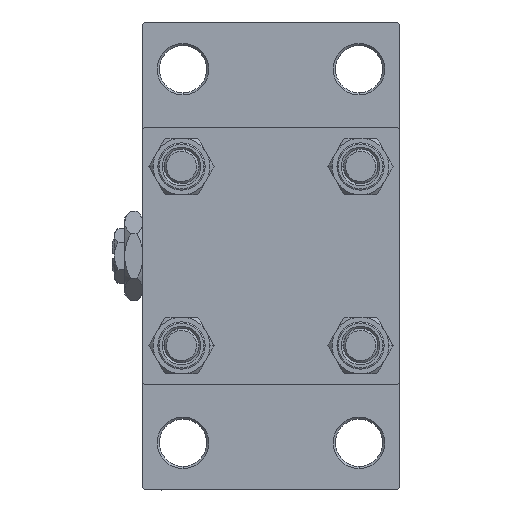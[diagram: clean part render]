
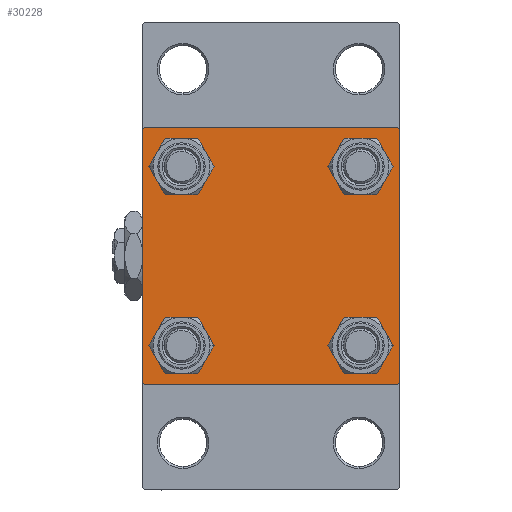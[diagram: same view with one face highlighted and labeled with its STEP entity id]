
A CAD part, left-side view. The second image highlights one B-rep face of the part: STEP entity #30228.
In plain terms, the highlighted planar face has unit normal (-1, 0, 0).
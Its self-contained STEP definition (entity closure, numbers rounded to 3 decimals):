
#577 = VERTEX_POINT ( 'NONE', #16463 ) ;
#1398 = CIRCLE ( 'NONE', #9031, 4.5 ) ;
#1412 = ORIENTED_EDGE ( 'NONE', *, *, #43402, .F. ) ;
#1419 = FACE_BOUND ( 'NONE', #22675, .T. ) ;
#1984 = EDGE_CURVE ( 'NONE', #44954, #10115, #39841, .T. ) ;
#2247 = CARTESIAN_POINT ( 'NONE',  ( 0., 30., 30. ) ) ;
#2422 = ORIENTED_EDGE ( 'NONE', *, *, #30941, .T. ) ;
#2763 = DIRECTION ( 'NONE',  ( 0., 0., -1. ) ) ;
#2888 = DIRECTION ( 'NONE',  ( 0., -0.707, 0.707 ) ) ;
#3190 = ORIENTED_EDGE ( 'NONE', *, *, #15248, .T. ) ;
#3808 = ORIENTED_EDGE ( 'NONE', *, *, #26862, .T. ) ;
#4316 = CARTESIAN_POINT ( 'NONE',  ( 0., -20.85, 20.85 ) ) ;
#4954 = CIRCLE ( 'NONE', #26977, 4.5 ) ;
#5885 = VERTEX_POINT ( 'NONE', #7017 ) ;
#6183 = AXIS2_PLACEMENT_3D ( 'NONE', #28713, #28450, #7800 ) ;
#6343 = LINE ( 'NONE', #19060, #36990 ) ;
#6595 = DIRECTION ( 'NONE',  ( 0., -1., 0. ) ) ;
#6898 = EDGE_CURVE ( 'NONE', #12429, #10243, #14620, .T. ) ;
#7017 = CARTESIAN_POINT ( 'NONE',  ( 0., -30., -29.5 ) ) ;
#7290 = CIRCLE ( 'NONE', #30978, 4.5 ) ;
#7614 = DIRECTION ( 'NONE',  ( 0., 0., 1. ) ) ;
#7800 = DIRECTION ( 'NONE',  ( 0., 0., 1. ) ) ;
#7824 = DIRECTION ( 'NONE',  ( 0., -1., 0. ) ) ;
#7980 = CARTESIAN_POINT ( 'NONE',  ( 0., 20.85, -16.35 ) ) ;
#8153 = LINE ( 'NONE', #44481, #31041 ) ;
#8253 = AXIS2_PLACEMENT_3D ( 'NONE', #29359, #29897, #46090 ) ;
#8388 = ORIENTED_EDGE ( 'NONE', *, *, #28676, .T. ) ;
#8820 = DIRECTION ( 'NONE',  ( 0., 0., 1. ) ) ;
#9031 = AXIS2_PLACEMENT_3D ( 'NONE', #45479, #21077, #37262 ) ;
#9137 = CARTESIAN_POINT ( 'NONE',  ( 0., 20.85, -25.35 ) ) ;
#10115 = VERTEX_POINT ( 'NONE', #48144 ) ;
#10141 = CARTESIAN_POINT ( 'NONE',  ( 0., 20.85, 20.85 ) ) ;
#10243 = VERTEX_POINT ( 'NONE', #9137 ) ;
#10809 = VERTEX_POINT ( 'NONE', #24636 ) ;
#10982 = CARTESIAN_POINT ( 'NONE',  ( 0., 29.5, -30. ) ) ;
#11063 = AXIS2_PLACEMENT_3D ( 'NONE', #46899, #19298, #7614 ) ;
#11310 = VERTEX_POINT ( 'NONE', #10982 ) ;
#11330 = EDGE_CURVE ( 'NONE', #45096, #43594, #14799, .T. ) ;
#11717 = ORIENTED_EDGE ( 'NONE', *, *, #15447, .T. ) ;
#12429 = VERTEX_POINT ( 'NONE', #7980 ) ;
#12584 = DIRECTION ( 'NONE',  ( 0., 0.707, 0.707 ) ) ;
#13075 = PLANE ( 'NONE',  #19317 ) ;
#13592 = DIRECTION ( 'NONE',  ( 1., 0., 0. ) ) ;
#14620 = CIRCLE ( 'NONE', #6183, 4.5 ) ;
#14799 = CIRCLE ( 'NONE', #40943, 4.5 ) ;
#14859 = VECTOR ( 'NONE', #7824, 1000. ) ;
#15248 = EDGE_CURVE ( 'NONE', #10809, #5885, #27000, .T. ) ;
#15447 = EDGE_CURVE ( 'NONE', #29400, #48625, #22648, .T. ) ;
#16081 = EDGE_CURVE ( 'NONE', #48625, #11310, #43469, .T. ) ;
#16255 = CARTESIAN_POINT ( 'NONE',  ( 0., -20.85, 16.35 ) ) ;
#16463 = CARTESIAN_POINT ( 'NONE',  ( 0., -30., 29.5 ) ) ;
#17290 = LINE ( 'NONE', #21262, #43516 ) ;
#17332 = EDGE_CURVE ( 'NONE', #577, #5885, #17290, .T. ) ;
#17472 = VECTOR ( 'NONE', #12584, 1000. ) ;
#17592 = DIRECTION ( 'NONE',  ( -1., 0., 0. ) ) ;
#18325 = VERTEX_POINT ( 'NONE', #50762 ) ;
#18451 = CIRCLE ( 'NONE', #8253, 4.5 ) ;
#18818 = DIRECTION ( 'NONE',  ( 0., -0.707, -0.707 ) ) ;
#19060 = CARTESIAN_POINT ( 'NONE',  ( 0., 30., -30. ) ) ;
#19298 = DIRECTION ( 'NONE',  ( 1., 0., 0. ) ) ;
#19317 = AXIS2_PLACEMENT_3D ( 'NONE', #41186, #17592, #25245 ) ;
#19365 = EDGE_LOOP ( 'NONE', ( #40231, #45039 ) ) ;
#19843 = CARTESIAN_POINT ( 'NONE',  ( 0., 29.75, -29.75 ) ) ;
#20566 = VECTOR ( 'NONE', #2763, 1000. ) ;
#20878 = DIRECTION ( 'NONE',  ( 0., 0.707, -0.707 ) ) ;
#21077 = DIRECTION ( 'NONE',  ( 1., 0., 0. ) ) ;
#21262 = CARTESIAN_POINT ( 'NONE',  ( 0., -30., 30. ) ) ;
#22285 = VECTOR ( 'NONE', #18818, 1000. ) ;
#22648 = LINE ( 'NONE', #2247, #20566 ) ;
#22675 = EDGE_LOOP ( 'NONE', ( #34076, #30183 ) ) ;
#24189 = CIRCLE ( 'NONE', #31834, 4.5 ) ;
#24194 = DIRECTION ( 'NONE',  ( 1., 0., 0. ) ) ;
#24636 = CARTESIAN_POINT ( 'NONE',  ( 0., -29.5, -30. ) ) ;
#25245 = DIRECTION ( 'NONE',  ( 0., 0., 1. ) ) ;
#25774 = CARTESIAN_POINT ( 'NONE',  ( 0., 20.85, 25.35 ) ) ;
#25963 = ORIENTED_EDGE ( 'NONE', *, *, #26526, .T. ) ;
#26526 = EDGE_CURVE ( 'NONE', #577, #31087, #28736, .T. ) ;
#26862 = EDGE_CURVE ( 'NONE', #11310, #10809, #6343, .T. ) ;
#26977 = AXIS2_PLACEMENT_3D ( 'NONE', #4316, #24194, #8820 ) ;
#27000 = LINE ( 'NONE', #31759, #32361 ) ;
#27013 = EDGE_CURVE ( 'NONE', #18325, #29400, #8153, .T. ) ;
#28450 = DIRECTION ( 'NONE',  ( 1., 0., 0. ) ) ;
#28676 = EDGE_CURVE ( 'NONE', #10243, #12429, #18451, .T. ) ;
#28713 = CARTESIAN_POINT ( 'NONE',  ( 0., 20.85, -20.85 ) ) ;
#28736 = LINE ( 'NONE', #32722, #17472 ) ;
#28799 = EDGE_LOOP ( 'NONE', ( #32220, #8388 ) ) ;
#28971 = FACE_OUTER_BOUND ( 'NONE', #36452, .T. ) ;
#29074 = VERTEX_POINT ( 'NONE', #34864 ) ;
#29359 = CARTESIAN_POINT ( 'NONE',  ( 0., 20.85, -20.85 ) ) ;
#29400 = VERTEX_POINT ( 'NONE', #47475 ) ;
#29777 = FACE_BOUND ( 'NONE', #50155, .T. ) ;
#29897 = DIRECTION ( 'NONE',  ( 1., 0., 0. ) ) ;
#30183 = ORIENTED_EDGE ( 'NONE', *, *, #43873, .T. ) ;
#30228 = ADVANCED_FACE ( 'NONE', ( #29777, #34025, #37748, #1419, #28971 ), #13075, .T. ) ;
#30789 = DIRECTION ( 'NONE',  ( 1., 0., 0. ) ) ;
#30941 = EDGE_CURVE ( 'NONE', #29074, #37265, #4954, .T. ) ;
#30978 = AXIS2_PLACEMENT_3D ( 'NONE', #42239, #30789, #46987 ) ;
#31041 = VECTOR ( 'NONE', #20878, 1000. ) ;
#31087 = VERTEX_POINT ( 'NONE', #42855 ) ;
#31759 = CARTESIAN_POINT ( 'NONE',  ( 0., -29.75, -29.75 ) ) ;
#31834 = AXIS2_PLACEMENT_3D ( 'NONE', #10141, #13592, #46470 ) ;
#32220 = ORIENTED_EDGE ( 'NONE', *, *, #6898, .T. ) ;
#32361 = VECTOR ( 'NONE', #2888, 1000. ) ;
#32722 = CARTESIAN_POINT ( 'NONE',  ( 0., -29.75, 29.75 ) ) ;
#34025 = FACE_BOUND ( 'NONE', #19365, .T. ) ;
#34076 = ORIENTED_EDGE ( 'NONE', *, *, #1984, .T. ) ;
#34864 = CARTESIAN_POINT ( 'NONE',  ( 0., -20.85, 25.35 ) ) ;
#35540 = ORIENTED_EDGE ( 'NONE', *, *, #16081, .T. ) ;
#35895 = CARTESIAN_POINT ( 'NONE',  ( 0., -20.85, -25.35 ) ) ;
#36166 = CARTESIAN_POINT ( 'NONE',  ( 0., -20.85, -20.85 ) ) ;
#36452 = EDGE_LOOP ( 'NONE', ( #11717, #35540, #3808, #3190, #41907, #25963, #1412, #46827 ) ) ;
#36990 = VECTOR ( 'NONE', #6595, 1000. ) ;
#37262 = DIRECTION ( 'NONE',  ( 0., 0., 1. ) ) ;
#37265 = VERTEX_POINT ( 'NONE', #16255 ) ;
#37748 = FACE_BOUND ( 'NONE', #28799, .T. ) ;
#39107 = DIRECTION ( 'NONE',  ( 0., 0., 1. ) ) ;
#39841 = CIRCLE ( 'NONE', #11063, 4.5 ) ;
#40231 = ORIENTED_EDGE ( 'NONE', *, *, #11330, .T. ) ;
#40943 = AXIS2_PLACEMENT_3D ( 'NONE', #36166, #48368, #39107 ) ;
#41186 = CARTESIAN_POINT ( 'NONE',  ( 0., 0., 0. ) ) ;
#41418 = DIRECTION ( 'NONE',  ( 0., 0., -1. ) ) ;
#41907 = ORIENTED_EDGE ( 'NONE', *, *, #17332, .F. ) ;
#42239 = CARTESIAN_POINT ( 'NONE',  ( 0., -20.85, -20.85 ) ) ;
#42855 = CARTESIAN_POINT ( 'NONE',  ( 0., -29.5, 30. ) ) ;
#43383 = CARTESIAN_POINT ( 'NONE',  ( 0., 30., 30. ) ) ;
#43402 = EDGE_CURVE ( 'NONE', #18325, #31087, #44157, .T. ) ;
#43469 = LINE ( 'NONE', #19843, #22285 ) ;
#43516 = VECTOR ( 'NONE', #41418, 1000. ) ;
#43594 = VERTEX_POINT ( 'NONE', #35895 ) ;
#43873 = EDGE_CURVE ( 'NONE', #10115, #44954, #24189, .T. ) ;
#43943 = EDGE_CURVE ( 'NONE', #43594, #45096, #7290, .T. ) ;
#44157 = LINE ( 'NONE', #43383, #14859 ) ;
#44481 = CARTESIAN_POINT ( 'NONE',  ( 0., 29.75, 29.75 ) ) ;
#44592 = EDGE_CURVE ( 'NONE', #37265, #29074, #1398, .T. ) ;
#44954 = VERTEX_POINT ( 'NONE', #25774 ) ;
#45039 = ORIENTED_EDGE ( 'NONE', *, *, #43943, .T. ) ;
#45096 = VERTEX_POINT ( 'NONE', #46773 ) ;
#45392 = ORIENTED_EDGE ( 'NONE', *, *, #44592, .T. ) ;
#45479 = CARTESIAN_POINT ( 'NONE',  ( 0., -20.85, 20.85 ) ) ;
#46090 = DIRECTION ( 'NONE',  ( 0., 0., 1. ) ) ;
#46470 = DIRECTION ( 'NONE',  ( 0., 0., 1. ) ) ;
#46773 = CARTESIAN_POINT ( 'NONE',  ( 0., -20.85, -16.35 ) ) ;
#46827 = ORIENTED_EDGE ( 'NONE', *, *, #27013, .T. ) ;
#46899 = CARTESIAN_POINT ( 'NONE',  ( 0., 20.85, 20.85 ) ) ;
#46987 = DIRECTION ( 'NONE',  ( 0., 0., 1. ) ) ;
#47475 = CARTESIAN_POINT ( 'NONE',  ( 0., 30., 29.5 ) ) ;
#47567 = CARTESIAN_POINT ( 'NONE',  ( 0., 30., -29.5 ) ) ;
#48144 = CARTESIAN_POINT ( 'NONE',  ( 0., 20.85, 16.35 ) ) ;
#48368 = DIRECTION ( 'NONE',  ( 1., 0., 0. ) ) ;
#48625 = VERTEX_POINT ( 'NONE', #47567 ) ;
#50155 = EDGE_LOOP ( 'NONE', ( #2422, #45392 ) ) ;
#50762 = CARTESIAN_POINT ( 'NONE',  ( 0., 29.5, 30. ) ) ;
